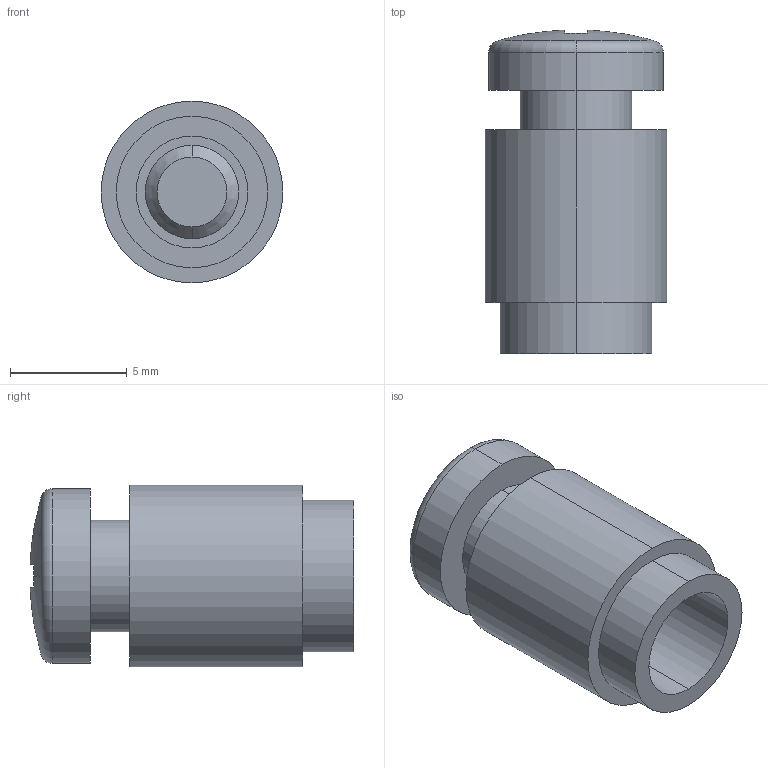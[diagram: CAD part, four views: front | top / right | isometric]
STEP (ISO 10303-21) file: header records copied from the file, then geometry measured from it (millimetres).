
FILE_DESCRIPTION (( 'STEP AP214' ), '1' );
FILE_NAME ('LEGO_3062_194_VisM4.STEP', '2021-03-06T15:53:32', ( '' ), ( '' ), 'SwSTEP 2.0', 'SolidWorks 2018', '' );
FILE_SCHEMA (( 'AUTOMOTIVE_DESIGN' ));
Length unit declared in the file: millimetre
Products named in the file (3): TCPHM4x6; LEGO_3062_194_VisM4; LEGO_3062_194
Assembly tree (2 placements, depth 2):
  LEGO_3062_194_VisM4
    LEGO_3062_194
    TCPHM4x6
Bounding box: 7.8 x 13.88 x 7.8 mm (x, y, z)
Volume: 447.6 mm3; surface area: 711.7 mm2
Topology: 2 solids, 2 shells, 42 faces, 98 edges, 64 vertices
Faces by surface type: plane 16, cylinder 14, cone 8, torus 2, sphere 2
Entity records: 1352 total; most frequent: DIRECTION 244, CARTESIAN_POINT 233, ORIENTED_EDGE 196, AXIS2_PLACEMENT_3D 107, EDGE_CURVE 98, VERTEX_POINT 64, CIRCLE 60, EDGE_LOOP 48
